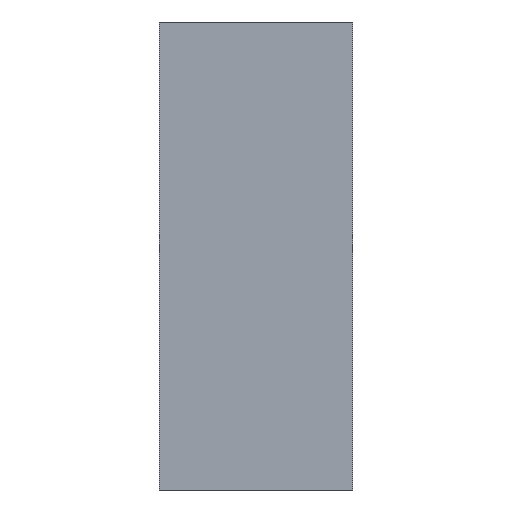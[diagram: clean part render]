
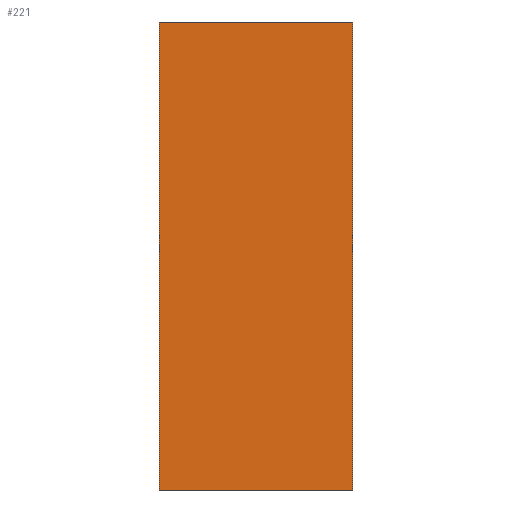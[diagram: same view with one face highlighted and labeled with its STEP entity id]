
A CAD part, front view. The second image highlights one B-rep face of the part: STEP entity #221.
In plain terms, the highlighted planar face has unit normal (0, -1, 0).
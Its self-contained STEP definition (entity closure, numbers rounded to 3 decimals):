
#8 = LINE ( 'NONE', #9, #268 ) ;
#9 = CARTESIAN_POINT ( 'NONE',  ( 14.133, 0., -43.06 ) ) ;
#10 = DIRECTION ( 'NONE',  ( 0., 0., -1. ) ) ;
#27 = DIRECTION ( 'NONE',  ( -1., 0., 0. ) ) ;
#28 = CARTESIAN_POINT ( 'NONE',  ( -28.398, 0., -43.06 ) ) ;
#29 = LINE ( 'NONE', #28, #281 ) ;
#42 = DIRECTION ( 'NONE',  ( 1., 0., 0. ) ) ;
#43 = CARTESIAN_POINT ( 'NONE',  ( -28.398, 0., 59.703 ) ) ;
#44 = LINE ( 'NONE', #43, #301 ) ;
#65 = DIRECTION ( 'NONE',  ( 0., 0., 1. ) ) ;
#66 = CARTESIAN_POINT ( 'NONE',  ( -28.398, 0., -43.06 ) ) ;
#67 = LINE ( 'NONE', #66, #276 ) ;
#109 = DIRECTION ( 'NONE',  ( 0., 0., 1. ) ) ;
#110 = DIRECTION ( 'NONE',  ( 0., 1., 0. ) ) ;
#111 = CARTESIAN_POINT ( 'NONE',  ( 0., 0., 0. ) ) ;
#112 = PLANE ( 'NONE',  #266 ) ;
#117 = CARTESIAN_POINT ( 'NONE',  ( 14.133, 0., 59.703 ) ) ;
#121 = CARTESIAN_POINT ( 'NONE',  ( -28.398, 0., -43.06 ) ) ;
#128 = CARTESIAN_POINT ( 'NONE',  ( -28.398, 0., 59.703 ) ) ;
#129 = CARTESIAN_POINT ( 'NONE',  ( 14.133, 0., -43.06 ) ) ;
#137 = VERTEX_POINT ( 'NONE', #129 ) ;
#138 = VERTEX_POINT ( 'NONE', #128 ) ;
#145 = VERTEX_POINT ( 'NONE', #121 ) ;
#149 = VERTEX_POINT ( 'NONE', #117 ) ;
#178 = ORIENTED_EDGE ( 'NONE', *, *, #241, .F. ) ;
#179 = ORIENTED_EDGE ( 'NONE', *, *, #234, .F. ) ;
#180 = ORIENTED_EDGE ( 'NONE', *, *, #247, .F. ) ;
#181 = ORIENTED_EDGE ( 'NONE', *, *, #256, .F. ) ;
#200 = EDGE_LOOP ( 'NONE', ( #179, #180, #181, #178 ) ) ;
#221 = ADVANCED_FACE ( 'NONE', ( #287 ), #112, .F. ) ;
#234 = EDGE_CURVE ( 'NONE', #145, #138, #67, .T. ) ;
#241 = EDGE_CURVE ( 'NONE', #138, #149, #44, .T. ) ;
#247 = EDGE_CURVE ( 'NONE', #137, #145, #29, .T. ) ;
#256 = EDGE_CURVE ( 'NONE', #149, #137, #8, .T. ) ;
#266 = AXIS2_PLACEMENT_3D ( 'NONE', #111, #110, #109 ) ;
#268 = VECTOR ( 'NONE', #10, 1000. ) ;
#276 = VECTOR ( 'NONE', #65, 1000. ) ;
#281 = VECTOR ( 'NONE', #27, 1000. ) ;
#287 = FACE_OUTER_BOUND ( 'NONE', #200, .T. ) ;
#301 = VECTOR ( 'NONE', #42, 1000. ) ;
